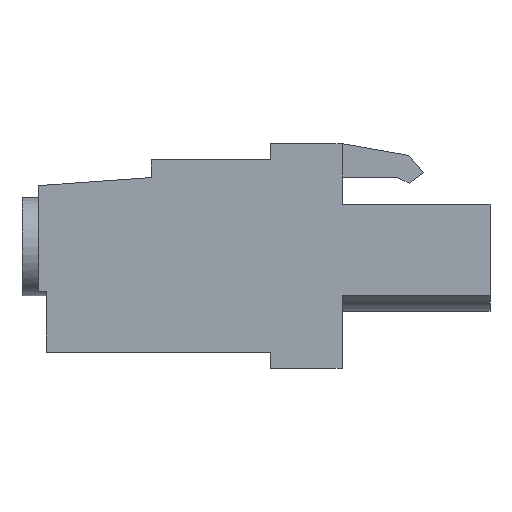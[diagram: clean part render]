
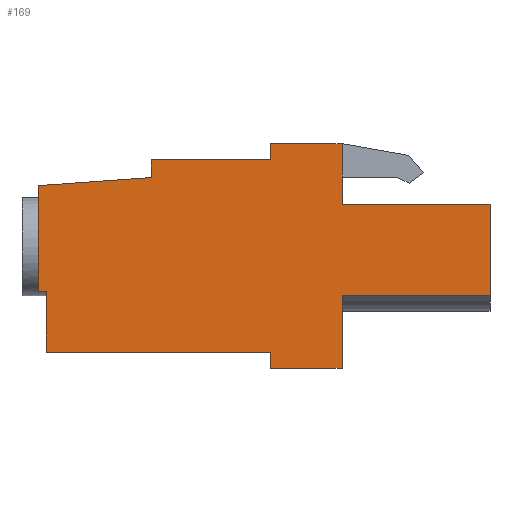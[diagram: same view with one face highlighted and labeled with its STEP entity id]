
A CAD part, left-side view. The second image highlights one B-rep face of the part: STEP entity #169.
In plain terms, the highlighted planar face has unit normal (-1, 0, 0).
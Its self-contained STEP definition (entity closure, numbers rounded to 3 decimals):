
#17 = LINE ( 'NONE', #1136, #1713 ) ;
#18 = LINE ( 'NONE', #3488, #936 ) ;
#50 = CARTESIAN_POINT ( 'NONE',  ( 0., 12.3, 3.4 ) ) ;
#64 = CARTESIAN_POINT ( 'NONE',  ( 0., 8.3, -5.1 ) ) ;
#76 = CARTESIAN_POINT ( 'NONE',  ( 0., 19., 2.5 ) ) ;
#128 = CARTESIAN_POINT ( 'NONE',  ( 0., 12.3, 2.5 ) ) ;
#135 = CARTESIAN_POINT ( 'NONE',  ( 0., 12.3, -8.3 ) ) ;
#169 = ADVANCED_FACE ( 'NONE', ( #4039 ), #1423, .F. ) ;
#184 = CARTESIAN_POINT ( 'NONE',  ( 0., 19., 1.5 ) ) ;
#298 = DIRECTION ( 'NONE',  ( 0., -1., 0. ) ) ;
#350 = VECTOR ( 'NONE', #3540, 1000. ) ;
#365 = LINE ( 'NONE', #1276, #3002 ) ;
#368 = DIRECTION ( 'NONE',  ( 0., 1., 0. ) ) ;
#463 = ORIENTED_EDGE ( 'NONE', *, *, #2047, .F. ) ;
#487 = CARTESIAN_POINT ( 'NONE',  ( 0., 24.9, -8.3 ) ) ;
#500 = VECTOR ( 'NONE', #1748, 1000. ) ;
#544 = AXIS2_PLACEMENT_3D ( 'NONE', #3099, #1730, #1385 ) ;
#545 = CARTESIAN_POINT ( 'NONE',  ( 0., 8.3, 0. ) ) ;
#584 = CARTESIAN_POINT ( 'NONE',  ( 0., 25.3, 1.05 ) ) ;
#636 = CARTESIAN_POINT ( 'NONE',  ( 0., 0., 0. ) ) ;
#677 = CARTESIAN_POINT ( 'NONE',  ( 0., 8.3, -9.2 ) ) ;
#687 = EDGE_CURVE ( 'NONE', #2640, #3135, #365, .T. ) ;
#694 = EDGE_CURVE ( 'NONE', #4152, #1198, #2065, .T. ) ;
#709 = CARTESIAN_POINT ( 'NONE',  ( 0., 0., -5.1 ) ) ;
#720 = ORIENTED_EDGE ( 'NONE', *, *, #1800, .F. ) ;
#740 = VECTOR ( 'NONE', #2282, 1000. ) ;
#818 = EDGE_CURVE ( 'NONE', #1878, #2638, #1646, .T. ) ;
#834 = LINE ( 'NONE', #2040, #3569 ) ;
#839 = ORIENTED_EDGE ( 'NONE', *, *, #1175, .F. ) ;
#851 = LINE ( 'NONE', #1554, #1948 ) ;
#936 = VECTOR ( 'NONE', #3852, 1000. ) ;
#943 = ORIENTED_EDGE ( 'NONE', *, *, #1727, .F. ) ;
#983 = LINE ( 'NONE', #2501, #2919 ) ;
#1070 = VERTEX_POINT ( 'NONE', #64 ) ;
#1086 = ORIENTED_EDGE ( 'NONE', *, *, #2991, .F. ) ;
#1108 = CARTESIAN_POINT ( 'NONE',  ( 0., 24.9, -8.3 ) ) ;
#1112 = DIRECTION ( 'NONE',  ( 0., -1., 0. ) ) ;
#1136 = CARTESIAN_POINT ( 'NONE',  ( 0., 8.3, -5.1 ) ) ;
#1141 = VERTEX_POINT ( 'NONE', #50 ) ;
#1164 = VECTOR ( 'NONE', #368, 1000. ) ;
#1170 = DIRECTION ( 'NONE',  ( 0., -1., 0. ) ) ;
#1175 = EDGE_CURVE ( 'NONE', #2527, #1070, #4117, .T. ) ;
#1177 = DIRECTION ( 'NONE',  ( 0., 0., -1. ) ) ;
#1186 = DIRECTION ( 'NONE',  ( 0., 1., 0. ) ) ;
#1198 = VERTEX_POINT ( 'NONE', #1108 ) ;
#1252 = LINE ( 'NONE', #3160, #2855 ) ;
#1276 = CARTESIAN_POINT ( 'NONE',  ( 0., 19., 1.5 ) ) ;
#1385 = DIRECTION ( 'NONE',  ( 0., 0., -1. ) ) ;
#1404 = LINE ( 'NONE', #487, #500 ) ;
#1423 = PLANE ( 'NONE',  #544 ) ;
#1469 = CARTESIAN_POINT ( 'NONE',  ( 0., 0., -5.1 ) ) ;
#1475 = VECTOR ( 'NONE', #298, 1000. ) ;
#1493 = DIRECTION ( 'NONE',  ( 0., 0., -1. ) ) ;
#1533 = ORIENTED_EDGE ( 'NONE', *, *, #2611, .F. ) ;
#1554 = CARTESIAN_POINT ( 'NONE',  ( 0., 0., 0. ) ) ;
#1604 = CARTESIAN_POINT ( 'NONE',  ( 0., 12.3, -8.3 ) ) ;
#1646 = LINE ( 'NONE', #2263, #740 ) ;
#1713 = VECTOR ( 'NONE', #1493, 1000. ) ;
#1721 = VECTOR ( 'NONE', #1112, 1000. ) ;
#1727 = EDGE_CURVE ( 'NONE', #3963, #2527, #851, .T. ) ;
#1730 = DIRECTION ( 'NONE',  ( 1., 0., 0. ) ) ;
#1748 = DIRECTION ( 'NONE',  ( 0., 0., 1. ) ) ;
#1762 = EDGE_LOOP ( 'NONE', ( #1887, #1086, #3832, #2095, #3249, #1533, #720, #3462, #839, #943, #1940, #3892, #463, #4103, #4209, #4319, #1779 ) ) ;
#1779 = ORIENTED_EDGE ( 'NONE', *, *, #2106, .F. ) ;
#1800 = EDGE_CURVE ( 'NONE', #2944, #3176, #3148, .T. ) ;
#1878 = VERTEX_POINT ( 'NONE', #4134 ) ;
#1887 = ORIENTED_EDGE ( 'NONE', *, *, #2808, .F. ) ;
#1939 = DIRECTION ( 'NONE',  ( 0., 0., 1. ) ) ;
#1940 = ORIENTED_EDGE ( 'NONE', *, *, #4185, .F. ) ;
#1948 = VECTOR ( 'NONE', #1177, 1000. ) ;
#2012 = VERTEX_POINT ( 'NONE', #584 ) ;
#2026 = VERTEX_POINT ( 'NONE', #545 ) ;
#2040 = CARTESIAN_POINT ( 'NONE',  ( 0., 12.3, 2.5 ) ) ;
#2047 = EDGE_CURVE ( 'NONE', #1141, #3155, #2493, .T. ) ;
#2065 = LINE ( 'NONE', #1604, #3791 ) ;
#2095 = ORIENTED_EDGE ( 'NONE', *, *, #2698, .F. ) ;
#2105 = DIRECTION ( 'NONE',  ( 0., 0., 1. ) ) ;
#2106 = EDGE_CURVE ( 'NONE', #2012, #2640, #2158, .T. ) ;
#2158 = LINE ( 'NONE', #2862, #350 ) ;
#2180 = CARTESIAN_POINT ( 'NONE',  ( 0., 12.3, -9.2 ) ) ;
#2184 = EDGE_CURVE ( 'NONE', #3135, #3527, #2650, .T. ) ;
#2226 = VECTOR ( 'NONE', #2776, 1000. ) ;
#2263 = CARTESIAN_POINT ( 'NONE',  ( 0., 24.9, -4.88 ) ) ;
#2282 = DIRECTION ( 'NONE',  ( 0., 1., 0. ) ) ;
#2389 = CARTESIAN_POINT ( 'NONE',  ( 0., 8.3, 1.53 ) ) ;
#2423 = LINE ( 'NONE', #3227, #3340 ) ;
#2487 = DIRECTION ( 'NONE',  ( 0., 0., 1. ) ) ;
#2493 = LINE ( 'NONE', #4434, #1475 ) ;
#2501 = CARTESIAN_POINT ( 'NONE',  ( 0., 25.3, -4.88 ) ) ;
#2527 = VERTEX_POINT ( 'NONE', #1469 ) ;
#2611 = EDGE_CURVE ( 'NONE', #3176, #4152, #18, .T. ) ;
#2638 = VERTEX_POINT ( 'NONE', #3509 ) ;
#2640 = VERTEX_POINT ( 'NONE', #184 ) ;
#2650 = LINE ( 'NONE', #76, #1721 ) ;
#2679 = DIRECTION ( 'NONE',  ( 0., 0., 1. ) ) ;
#2698 = EDGE_CURVE ( 'NONE', #1198, #1878, #1404, .T. ) ;
#2776 = DIRECTION ( 'NONE',  ( 0., 1., 0. ) ) ;
#2808 = EDGE_CURVE ( 'NONE', #3787, #2012, #983, .T. ) ;
#2836 = CARTESIAN_POINT ( 'NONE',  ( 0., 19., 2.5 ) ) ;
#2855 = VECTOR ( 'NONE', #2105, 1000. ) ;
#2862 = CARTESIAN_POINT ( 'NONE',  ( 0., 25.3, 1.05 ) ) ;
#2919 = VECTOR ( 'NONE', #2487, 1000. ) ;
#2944 = VERTEX_POINT ( 'NONE', #677 ) ;
#2991 = EDGE_CURVE ( 'NONE', #2638, #3787, #1252, .T. ) ;
#3002 = VECTOR ( 'NONE', #1939, 1000. ) ;
#3052 = CARTESIAN_POINT ( 'NONE',  ( 0., 8.3, -9.2 ) ) ;
#3099 = CARTESIAN_POINT ( 'NONE',  ( 0., 0., 0. ) ) ;
#3135 = VERTEX_POINT ( 'NONE', #2836 ) ;
#3148 = LINE ( 'NONE', #3052, #2226 ) ;
#3155 = VERTEX_POINT ( 'NONE', #3544 ) ;
#3160 = CARTESIAN_POINT ( 'NONE',  ( 0., 25.3, -4.88 ) ) ;
#3176 = VERTEX_POINT ( 'NONE', #2180 ) ;
#3185 = LINE ( 'NONE', #2389, #4201 ) ;
#3227 = CARTESIAN_POINT ( 'NONE',  ( 0., 8.3, 0. ) ) ;
#3249 = ORIENTED_EDGE ( 'NONE', *, *, #694, .F. ) ;
#3340 = VECTOR ( 'NONE', #1170, 1000. ) ;
#3462 = ORIENTED_EDGE ( 'NONE', *, *, #4132, .F. ) ;
#3488 = CARTESIAN_POINT ( 'NONE',  ( 0., 12.3, -9.2 ) ) ;
#3509 = CARTESIAN_POINT ( 'NONE',  ( 0., 25.3, -4.88 ) ) ;
#3527 = VERTEX_POINT ( 'NONE', #128 ) ;
#3540 = DIRECTION ( 'NONE',  ( 0., -0.997, 0.071 ) ) ;
#3544 = CARTESIAN_POINT ( 'NONE',  ( 0., 8.3, 3.4 ) ) ;
#3569 = VECTOR ( 'NONE', #2679, 1000. ) ;
#3731 = EDGE_CURVE ( 'NONE', #3527, #1141, #834, .T. ) ;
#3787 = VERTEX_POINT ( 'NONE', #4072 ) ;
#3791 = VECTOR ( 'NONE', #1186, 1000. ) ;
#3832 = ORIENTED_EDGE ( 'NONE', *, *, #818, .F. ) ;
#3852 = DIRECTION ( 'NONE',  ( 0., 0., 1. ) ) ;
#3892 = ORIENTED_EDGE ( 'NONE', *, *, #4018, .F. ) ;
#3963 = VERTEX_POINT ( 'NONE', #636 ) ;
#4018 = EDGE_CURVE ( 'NONE', #3155, #2026, #3185, .T. ) ;
#4039 = FACE_OUTER_BOUND ( 'NONE', #1762, .T. ) ;
#4072 = CARTESIAN_POINT ( 'NONE',  ( 0., 25.3, -2.38 ) ) ;
#4103 = ORIENTED_EDGE ( 'NONE', *, *, #3731, .F. ) ;
#4117 = LINE ( 'NONE', #709, #1164 ) ;
#4132 = EDGE_CURVE ( 'NONE', #1070, #2944, #17, .T. ) ;
#4134 = CARTESIAN_POINT ( 'NONE',  ( 0., 24.9, -4.88 ) ) ;
#4152 = VERTEX_POINT ( 'NONE', #135 ) ;
#4185 = EDGE_CURVE ( 'NONE', #2026, #3963, #2423, .T. ) ;
#4201 = VECTOR ( 'NONE', #4435, 1000. ) ;
#4209 = ORIENTED_EDGE ( 'NONE', *, *, #2184, .F. ) ;
#4319 = ORIENTED_EDGE ( 'NONE', *, *, #687, .F. ) ;
#4434 = CARTESIAN_POINT ( 'NONE',  ( 0., 12.3, 3.4 ) ) ;
#4435 = DIRECTION ( 'NONE',  ( 0., 0., -1. ) ) ;
